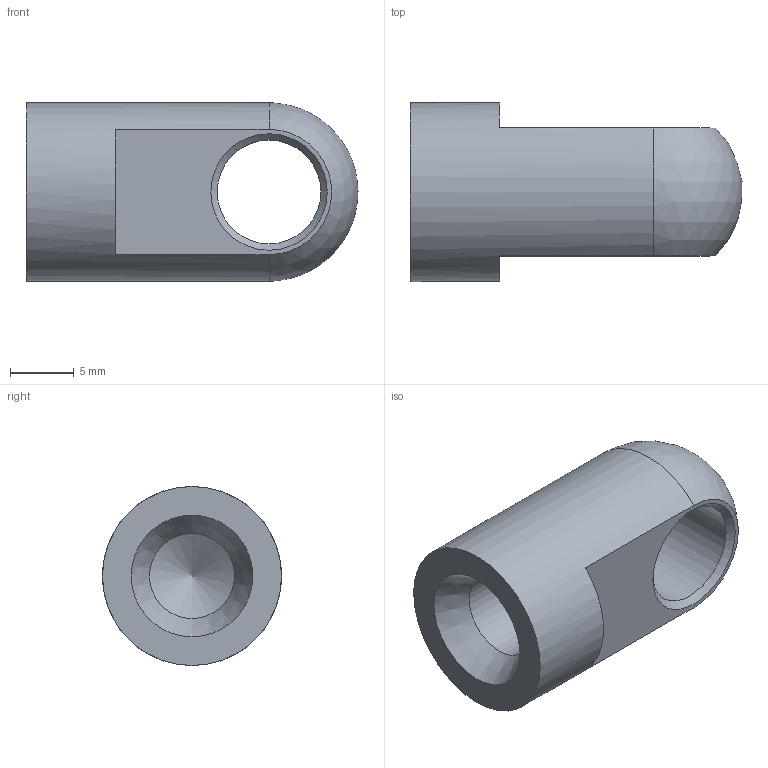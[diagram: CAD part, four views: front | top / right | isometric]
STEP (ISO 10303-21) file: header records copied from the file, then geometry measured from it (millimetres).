
FILE_DESCRIPTION(('FreeCAD Model'),'2;1');
FILE_NAME('Eye 8 and 10mm rod stainless.stp','2016-02-25T12:24:45',('Author'),(''), 'Open CASCADE STEP processor 6.8','FreeCAD','Unknown');
FILE_SCHEMA(('AUTOMOTIVE_DESIGN_CC2 { 1 2 10303 214 -1 1 5 4 }'));
Length unit declared in the file: millimetre
Products named in the file (1): Baugruppe2
Bounding box: 25.95 x 14 x 14 mm (x, y, z)
Volume: 2236.4 mm3; surface area: 1664.7 mm2
Topology: 1 solids, 1 shells, 13 faces, 30 edges, 19 vertices
Faces by surface type: plane 5, cone 4, cylinder 3, sphere 1
Full cylindrical faces by diameter (mm): 6.647 x1, 8.1 x1, 14 x1
Entity records: 1391 total; most frequent: CARTESIAN_POINT 817, DIRECTION 93, ORIENTED_EDGE 58, PCURVE 58, DEFINITIONAL_REPRESENTATION 58, B_SPLINE_CURVE_WITH_KNOTS 35, AXIS2_PLACEMENT_3D 30, EDGE_CURVE 29
